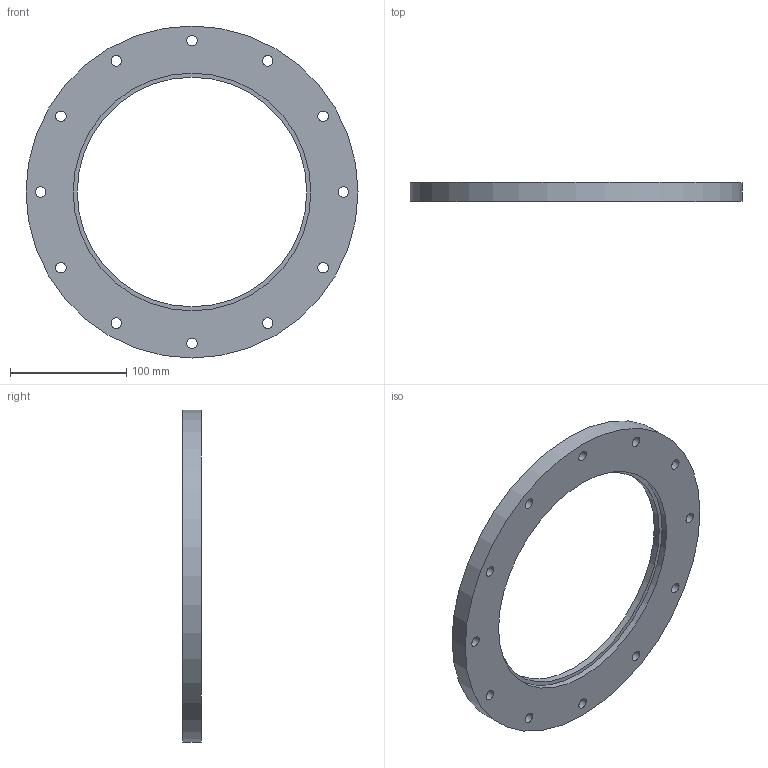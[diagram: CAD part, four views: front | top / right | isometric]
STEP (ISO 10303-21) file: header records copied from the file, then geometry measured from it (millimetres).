
FILE_DESCRIPTION (( 'STEP AP214' ), '1' );
FILE_NAME ('BS1ISOF200204FULLVAC.STEP', '2025-12-16T13:40:23', ( '' ), ( '' ), 'SwSTEP 2.0', 'SolidWorks 2017', '' );
FILE_SCHEMA (( 'AUTOMOTIVE_DESIGN' ));
Length unit declared in the file: millimetre
Products named in the file (1): BS1ISOF200204FULLVAC
Bounding box: 285 x 16 x 285 mm (x, y, z)
Volume: 485003.4 mm3; surface area: 95046.7 mm2
Topology: 1 solids, 1 shells, 20 faces, 60 edges, 44 vertices
Faces by surface type: cylinder 16, plane 4
Full cylindrical faces by diameter (mm): 9 x12, 197.1 x1, 204 x1, 213.2 x1, 285 x1
Entity records: 610 total; most frequent: DIRECTION 106, CARTESIAN_POINT 85, ORIENTED_EDGE 64, EDGE_LOOP 64, AXIS2_PLACEMENT_3D 53, FACE_OUTER_BOUND 36, EDGE_CURVE 32, VERTEX_POINT 32
